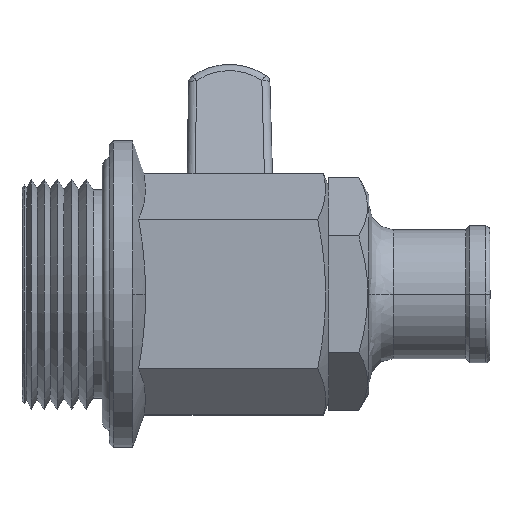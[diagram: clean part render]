
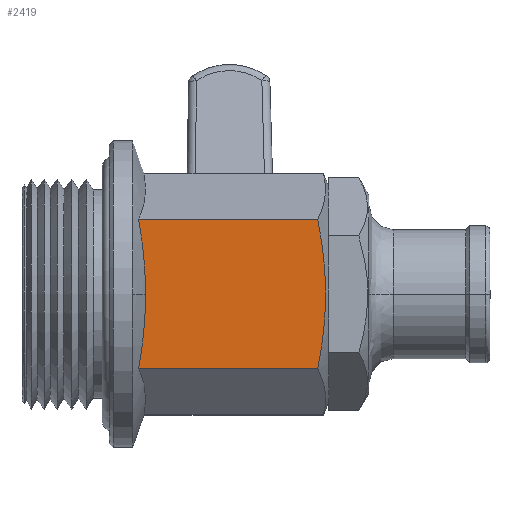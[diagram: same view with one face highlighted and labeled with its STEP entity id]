
A CAD part, front view. The second image highlights one B-rep face of the part: STEP entity #2419.
In plain terms, the highlighted planar face has unit normal (0, -1, 0).
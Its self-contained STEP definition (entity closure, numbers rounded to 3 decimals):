
#2247 = EDGE_CURVE ( 'NONE', #2315, #2357, #6956, .T. ) ;
#2315 = VERTEX_POINT ( 'NONE', #7111 ) ;
#2357 = VERTEX_POINT ( 'NONE', #7151 ) ;
#2365 = EDGE_CURVE ( 'NONE', #2580, #2421, #7228, .T. ) ;
#2368 = ORIENTED_EDGE ( 'NONE', *, *, #2365, .T. ) ;
#2369 = EDGE_CURVE ( 'NONE', #2377, #2580, #7258, .T. ) ;
#2377 = VERTEX_POINT ( 'NONE', #7170 ) ;
#2419 = ADVANCED_FACE ( 'NONE', ( #7303 ), #7341, .T. ) ;
#2420 = ORIENTED_EDGE ( 'NONE', *, *, #2369, .T. ) ;
#2421 = VERTEX_POINT ( 'NONE', #7324 ) ;
#2438 = EDGE_CURVE ( 'NONE', #2377, #2315, #7398, .T. ) ;
#2494 = ORIENTED_EDGE ( 'NONE', *, *, #2438, .F. ) ;
#2527 = EDGE_LOOP ( 'NONE', ( #2420, #2368, #2560, #2583, #2494 ) ) ;
#2560 = ORIENTED_EDGE ( 'NONE', *, *, #2582, .F. ) ;
#2580 = VERTEX_POINT ( 'NONE', #7500 ) ;
#2582 = EDGE_CURVE ( 'NONE', #2357, #2421, #7555, .T. ) ;
#2583 = ORIENTED_EDGE ( 'NONE', *, *, #2247, .F. ) ;
#6946 = DIRECTION ( 'NONE',  ( 0., 0., -1. ) ) ;
#6947 = DIRECTION ( 'NONE',  ( 0., -1., 0. ) ) ;
#6948 = AXIS2_PLACEMENT_3D ( 'NONE', #7010, #6947, #6946 ) ;
#6956 = CIRCLE ( 'NONE', #6948, 49.614 ) ;
#7010 = CARTESIAN_POINT ( 'NONE',  ( -72.296, -14.25, 0. ) ) ;
#7095 = CARTESIAN_POINT ( 'NONE',  ( -1.351, -14.25, 9.25 ) ) ;
#7096 = CARTESIAN_POINT ( 'NONE',  ( -1.201, -14.25, 8.485 ) ) ;
#7097 = CARTESIAN_POINT ( 'NONE',  ( -1.063, -14.25, 7.715 ) ) ;
#7098 = CARTESIAN_POINT ( 'NONE',  ( -0.819, -14.25, 6.174 ) ) ;
#7099 = CARTESIAN_POINT ( 'NONE',  ( -0.714, -14.25, 5.403 ) ) ;
#7100 = CARTESIAN_POINT ( 'NONE',  ( -0.456, -14.25, 3.091 ) ) ;
#7111 = CARTESIAN_POINT ( 'NONE',  ( -22.682, -14.25, 0. ) ) ;
#7151 = CARTESIAN_POINT ( 'NONE',  ( -23.552, -14.25, 9.25 ) ) ;
#7170 = CARTESIAN_POINT ( 'NONE',  ( -23.552, -14.25, -9.25 ) ) ;
#7216 = CARTESIAN_POINT ( 'NONE',  ( -0.363, -14.25, 1.549 ) ) ;
#7217 = CARTESIAN_POINT ( 'NONE',  ( -0.363, -14.25, -1.537 ) ) ;
#7218 = CARTESIAN_POINT ( 'NONE',  ( -0.455, -14.25, -3.081 ) ) ;
#7219 = CARTESIAN_POINT ( 'NONE',  ( -0.799, -14.25, -6.171 ) ) ;
#7220 = CARTESIAN_POINT ( 'NONE',  ( -1.05, -14.25, -7.719 ) ) ;
#7221 = CARTESIAN_POINT ( 'NONE',  ( -1.351, -14.25, -9.25 ) ) ;
#7222 = DIRECTION ( 'NONE',  ( 1., 0., 0. ) ) ;
#7223 = VECTOR ( 'NONE', #7222, 1000. ) ;
#7224 = CARTESIAN_POINT ( 'NONE',  ( -500000., -14.25, -9.25 ) ) ;
#7228 = B_SPLINE_CURVE_WITH_KNOTS ( 'NONE', 3,
 ( #7221, #7220, #7219, #7218, #7217, #7216, #7100, #7099, #7098, #7097, #7096, #7095 ),
 .UNSPECIFIED., .F., .F.,
 ( 4, 2, 2, 2, 2, 4 ),
 ( 0.014, 0.019, 0.023, 0.028, 0.03, 0.033 ),
 .UNSPECIFIED. ) ;
#7258 = LINE ( 'NONE', #7224, #7223 ) ;
#7303 = FACE_OUTER_BOUND ( 'NONE', #2527, .T. ) ;
#7324 = CARTESIAN_POINT ( 'NONE',  ( -1.351, -14.25, 9.25 ) ) ;
#7325 = DIRECTION ( 'NONE',  ( 0., 0., -1. ) ) ;
#7326 = DIRECTION ( 'NONE',  ( 0., -1., 0. ) ) ;
#7333 = CARTESIAN_POINT ( 'NONE',  ( -500000., -14.25, -9.25 ) ) ;
#7341 = PLANE ( 'NONE',  #7466 ) ;
#7364 = CARTESIAN_POINT ( 'NONE',  ( -72.296, -14.25, 0. ) ) ;
#7398 = CIRCLE ( 'NONE', #7459, 49.614 ) ;
#7429 = DIRECTION ( 'NONE',  ( 0., 0., -1. ) ) ;
#7430 = DIRECTION ( 'NONE',  ( 0., -1., 0. ) ) ;
#7459 = AXIS2_PLACEMENT_3D ( 'NONE', #7364, #7430, #7429 ) ;
#7466 = AXIS2_PLACEMENT_3D ( 'NONE', #7333, #7326, #7325 ) ;
#7500 = CARTESIAN_POINT ( 'NONE',  ( -1.351, -14.25, -9.25 ) ) ;
#7554 = CARTESIAN_POINT ( 'NONE',  ( -500000., -14.25, 9.25 ) ) ;
#7555 = LINE ( 'NONE', #7554, #7649 ) ;
#7648 = DIRECTION ( 'NONE',  ( 1., 0., 0. ) ) ;
#7649 = VECTOR ( 'NONE', #7648, 1000. ) ;
